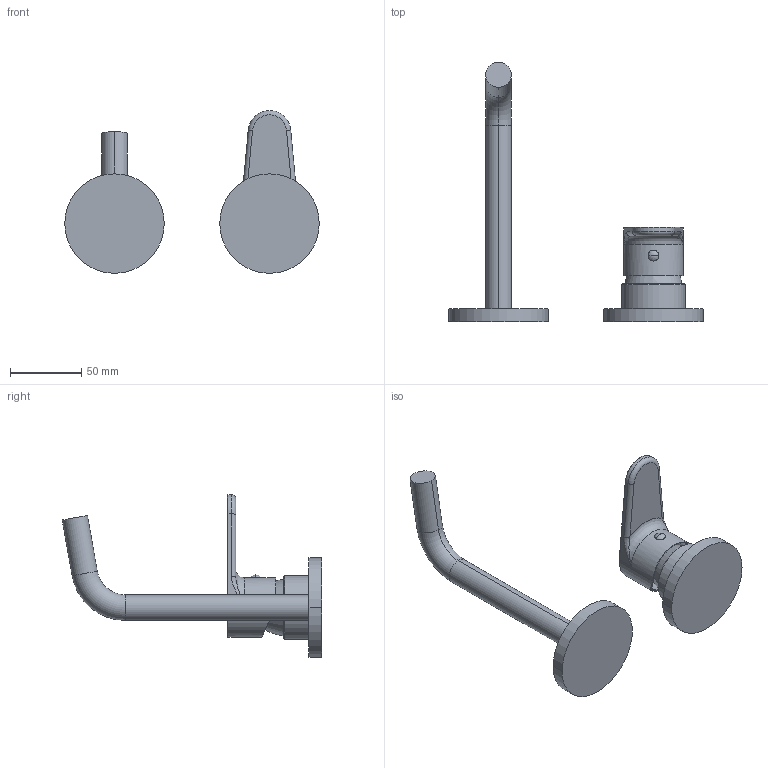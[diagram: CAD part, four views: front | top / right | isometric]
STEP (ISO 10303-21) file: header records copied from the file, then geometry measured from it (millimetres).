
FILE_DESCRIPTION((''),'2;1');
FILE_NAME('GR101CR70','2021-01-14T12:56:01',('ut3'),('PAFFONI SpA'),'CREO PARAMETRIC BY PTC INC, 2020044','CREO PARAMETRIC BY PTC INC, 2020044','');
FILE_SCHEMA(('CONFIG_CONTROL_DESIGN','SHAPE_APPEARANCE_LAYERS_GROUPS'));
Length unit declared in the file: millimetre
Products named in the file (1): GR101CR70
Bounding box: 179 x 182.58 x 114.44 mm (x, y, z)
Volume: 187549.9 mm3; surface area: 51813 mm2
Topology: 3 solids, 3 shells, 107 faces, 260 edges, 159 vertices
Faces by surface type: plane 45, cylinder 41, cone 9, torus 6, bspline 4, sphere 2
Entity records: 4398 total; most frequent: CARTESIAN_POINT 1097, ORIENTED_EDGE 516, DIRECTION 515, EDGE_CURVE 258, AXIS2_PLACEMENT_3D 191, VERTEX_POINT 159, VECTOR 133, LINE 133
